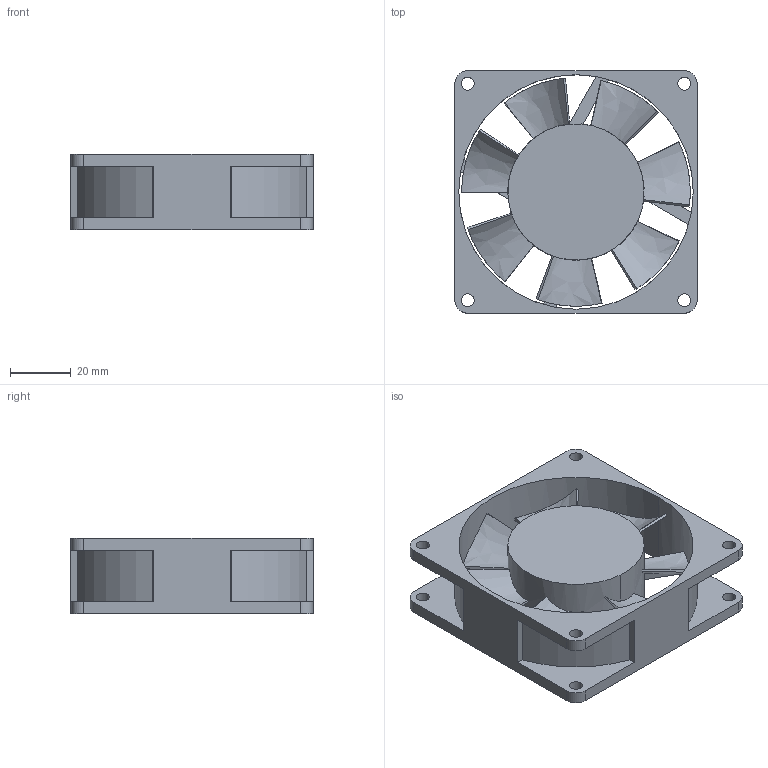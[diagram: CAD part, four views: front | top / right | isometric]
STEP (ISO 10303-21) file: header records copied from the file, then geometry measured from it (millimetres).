
FILE_DESCRIPTION (( 'STEP AP203' ), '1' );
FILE_NAME ('KD1208PTS3.step', '2016-08-28T13:29:43', ( '' ), ( '' ), 'SwSTEP 2.0', 'SolidWorks 2008', '' );
FILE_SCHEMA (( 'CONFIG_CONTROL_DESIGN' ));
Length unit declared in the file: millimetre
Products named in the file (3): KD1208PTS3; Fan_HouseKD1208PTS3_KD1208PTS3; FanKD1208PTS3_KD1208PTS3
Assembly tree (2 placements, depth 2):
  KD1208PTS3
    FanKD1208PTS3_KD1208PTS3
    Fan_HouseKD1208PTS3_KD1208PTS3
Bounding box: 80 x 80 x 25 mm (x, y, z)
Volume: 62177.3 mm3; surface area: 34464 mm2
Topology: 2 solids, 2 shells, 105 faces, 294 edges, 196 vertices
Faces by surface type: plane 47, cylinder 44, bspline 14
Entity records: 4281 total; most frequent: CARTESIAN_POINT 1344, ORIENTED_EDGE 588, DIRECTION 506, EDGE_CURVE 294, VERTEX_POINT 196, AXIS2_PLACEMENT_3D 176, VECTOR 154, LINE 154
